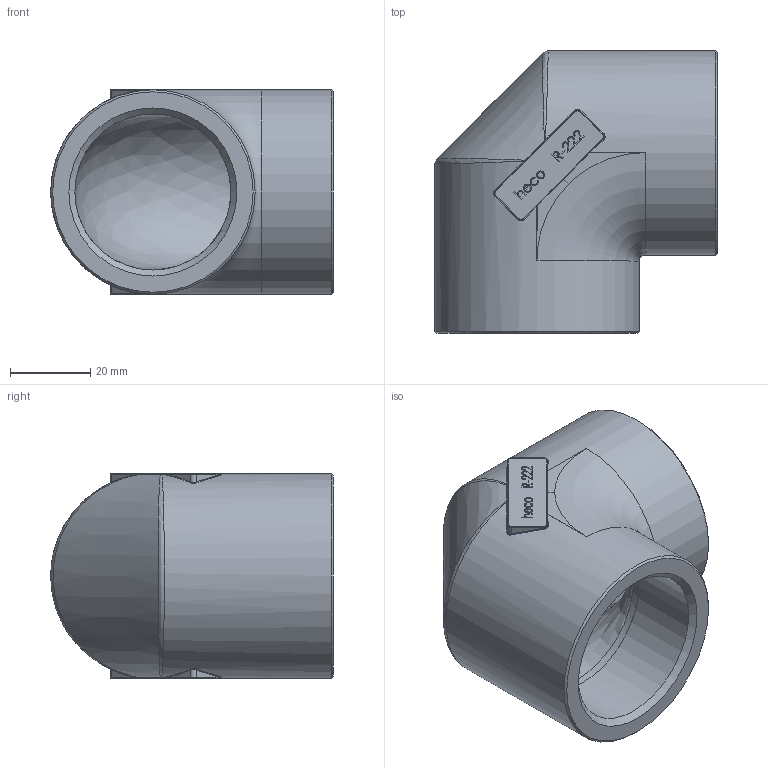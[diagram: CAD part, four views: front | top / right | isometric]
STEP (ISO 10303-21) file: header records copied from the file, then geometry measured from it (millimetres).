
FILE_DESCRIPTION (( 'STEP AP214' ), '1' );
FILE_NAME ('WI-114-064-G R-222 Winkel 2011.STEP', '2020-11-23T11:04:18', ( '' ), ( '' ), 'SwSTEP 2.0', 'SolidWorks 2019', '' );
FILE_SCHEMA (( 'AUTOMOTIVE_DESIGN' ));
Length unit declared in the file: millimetre
Products named in the file (1): WI-114-064-G R-222 Winkel 2011
Bounding box: 70.5 x 70.5 x 51.17 mm (x, y, z)
Volume: 76533.5 mm3; surface area: 24538.6 mm2
Topology: 1 solids, 1 shells, 330 faces, 838 edges, 536 vertices
Faces by surface type: plane 162, bspline 131, cylinder 24, torus 9, cone 4
Full cylindrical faces by diameter (mm): 38.932 x2, 38.952 x2, 51 x2
Entity records: 18802 total; most frequent: CARTESIAN_POINT 9337, ORIENTED_EDGE 1638, DIRECTION 1039, EDGE_CURVE 819, VERTEX_POINT 534, VECTOR 473, LINE 473, EDGE_LOOP 371
